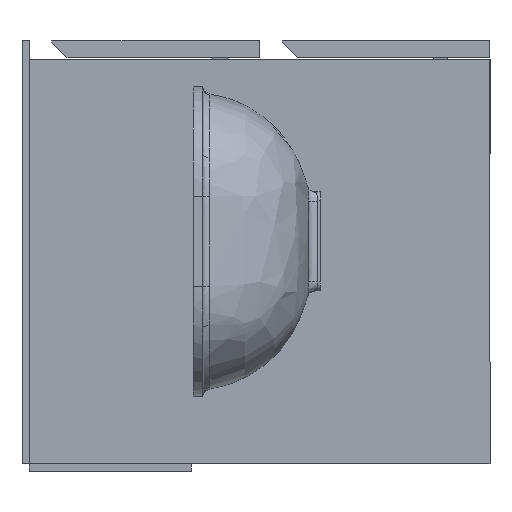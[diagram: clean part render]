
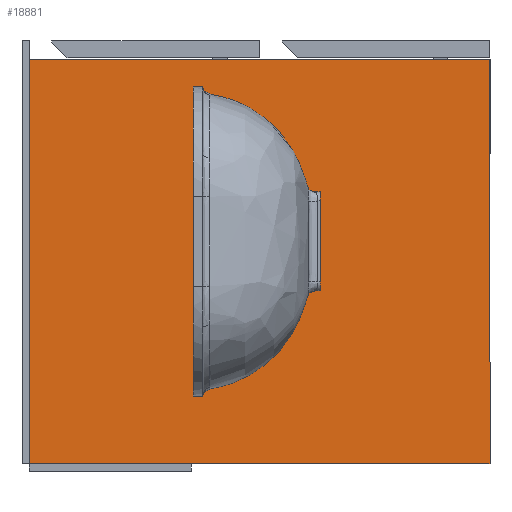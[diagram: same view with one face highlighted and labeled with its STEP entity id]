
A CAD part, left-side view. The second image highlights one B-rep face of the part: STEP entity #18881.
In plain terms, the highlighted planar face has unit normal (-1, 0, 0).
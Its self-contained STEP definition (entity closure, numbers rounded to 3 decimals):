
#1808 = CARTESIAN_POINT ( 'NONE',  ( 2., 0., -470. ) ) ;
#3307 = DIRECTION ( 'NONE',  ( 0., 0., 1. ) ) ;
#3614 = VERTEX_POINT ( 'NONE', #11384 ) ;
#3816 = VERTEX_POINT ( 'NONE', #28743 ) ;
#3906 = ORIENTED_EDGE ( 'NONE', *, *, #8863, .F. ) ;
#5112 = CARTESIAN_POINT ( 'NONE',  ( 2., 961.402, -21. ) ) ;
#5430 = LINE ( 'NONE', #14727, #11785 ) ;
#6696 = EDGE_CURVE ( 'NONE', #20685, #22200, #5430, .T. ) ;
#7470 = DIRECTION ( 'NONE',  ( 1., 0., 0. ) ) ;
#8863 = EDGE_CURVE ( 'NONE', #3816, #3614, #25982, .T. ) ;
#9357 = LINE ( 'NONE', #18659, #11544 ) ;
#9750 = FACE_OUTER_BOUND ( 'NONE', #29508, .T. ) ;
#11384 = CARTESIAN_POINT ( 'NONE',  ( 2., 0., -21. ) ) ;
#11544 = VECTOR ( 'NONE', #27948, 1000. ) ;
#11785 = VECTOR ( 'NONE', #24015, 1000. ) ;
#12271 = CARTESIAN_POINT ( 'NONE',  ( 2., 512., -470. ) ) ;
#14227 = ORIENTED_EDGE ( 'NONE', *, *, #6696, .T. ) ;
#14394 = DIRECTION ( 'NONE',  ( 0., -1., 0. ) ) ;
#14651 = ORIENTED_EDGE ( 'NONE', *, *, #22708, .F. ) ;
#14727 = CARTESIAN_POINT ( 'NONE',  ( 2., 961.402, -470. ) ) ;
#14890 = LINE ( 'NONE', #24175, #24711 ) ;
#16770 = DIRECTION ( 'NONE',  ( 0., 0., -1. ) ) ;
#18659 = CARTESIAN_POINT ( 'NONE',  ( 2., 0., -470. ) ) ;
#18819 = AXIS2_PLACEMENT_3D ( 'NONE', #28341, #7470, #16770 ) ;
#18881 = ADVANCED_FACE ( 'NONE', ( #9750 ), #19053, .F. ) ;
#19053 = PLANE ( 'NONE',  #18819 ) ;
#20685 = VERTEX_POINT ( 'NONE', #12271 ) ;
#21287 = EDGE_CURVE ( 'NONE', #22200, #3614, #9357, .T. ) ;
#22200 = VERTEX_POINT ( 'NONE', #1808 ) ;
#22708 = EDGE_CURVE ( 'NONE', #20685, #3816, #14890, .T. ) ;
#24015 = DIRECTION ( 'NONE',  ( 0., -1., 0. ) ) ;
#24175 = CARTESIAN_POINT ( 'NONE',  ( 2., 512., -470. ) ) ;
#24711 = VECTOR ( 'NONE', #3307, 1000. ) ;
#25933 = ORIENTED_EDGE ( 'NONE', *, *, #21287, .T. ) ;
#25982 = LINE ( 'NONE', #5112, #29271 ) ;
#27948 = DIRECTION ( 'NONE',  ( 0., 0., 1. ) ) ;
#28341 = CARTESIAN_POINT ( 'NONE',  ( 2., 961.402, -470. ) ) ;
#28743 = CARTESIAN_POINT ( 'NONE',  ( 2., 512., -21. ) ) ;
#29271 = VECTOR ( 'NONE', #14394, 1000. ) ;
#29508 = EDGE_LOOP ( 'NONE', ( #14651, #14227, #25933, #3906 ) ) ;
